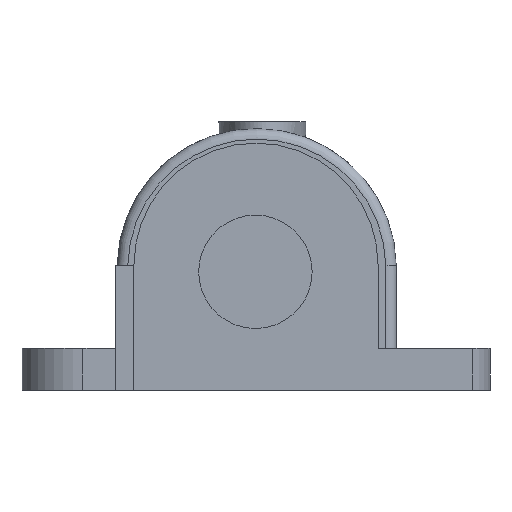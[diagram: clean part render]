
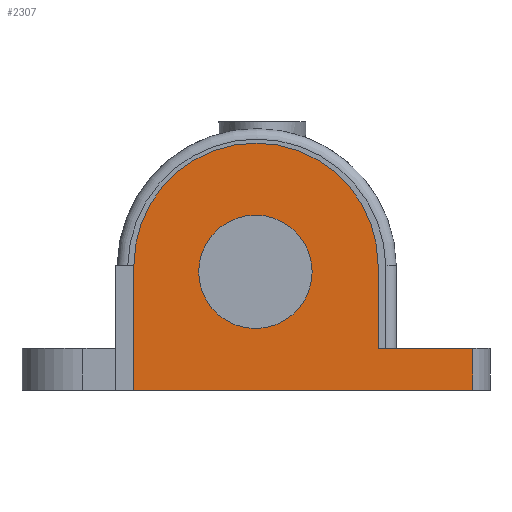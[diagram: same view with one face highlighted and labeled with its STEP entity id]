
A CAD part, front view. The second image highlights one B-rep face of the part: STEP entity #2307.
In plain terms, the highlighted planar face has unit normal (0, -1, 0).
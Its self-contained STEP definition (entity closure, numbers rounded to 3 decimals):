
#107=CIRCLE('',#2455,7.);
#113=CIRCLE('',#2470,3.25);
#131=FACE_BOUND('',#443,.T.);
#191=PLANE('',#2488);
#313=FACE_OUTER_BOUND('',#442,.T.);
#442=EDGE_LOOP('',(#2153,#2154,#2155,#2156,#2157,#2158));
#443=EDGE_LOOP('',(#2159));
#568=LINE('',#4354,#753);
#571=LINE('',#4361,#756);
#584=LINE('',#4394,#769);
#591=LINE('',#4407,#776);
#609=LINE('',#4443,#794);
#753=VECTOR('',#2653,10.);
#756=VECTOR('',#2658,10.);
#769=VECTOR('',#2683,10.);
#776=VECTOR('',#2698,10.);
#794=VECTOR('',#2742,10.);
#1065=VERTEX_POINT('',#4351);
#1066=VERTEX_POINT('',#4353);
#1067=VERTEX_POINT('',#4357);
#1069=VERTEX_POINT('',#4360);
#1083=VERTEX_POINT('',#4393);
#1085=VERTEX_POINT('',#4406);
#1126=VERTEX_POINT('',#4905);
#1325=EDGE_CURVE('',#1065,#1066,#568,.T.);
#1328=EDGE_CURVE('',#1067,#1069,#571,.T.);
#1345=EDGE_CURVE('',#1083,#1067,#584,.T.);
#1352=EDGE_CURVE('',#1069,#1085,#591,.T.);
#1372=EDGE_CURVE('',#1066,#1083,#609,.T.);
#1457=EDGE_CURVE('',#1085,#1065,#107,.T.);
#1463=EDGE_CURVE('',#1126,#1126,#113,.T.);
#2153=ORIENTED_EDGE('',*,*,#1457,.F.);
#2154=ORIENTED_EDGE('',*,*,#1352,.F.);
#2155=ORIENTED_EDGE('',*,*,#1328,.F.);
#2156=ORIENTED_EDGE('',*,*,#1345,.F.);
#2157=ORIENTED_EDGE('',*,*,#1372,.F.);
#2158=ORIENTED_EDGE('',*,*,#1325,.F.);
#2159=ORIENTED_EDGE('',*,*,#1463,.F.);
#2307=ADVANCED_FACE('',(#313,#131),#191,.T.);
#2455=AXIS2_PLACEMENT_3D('',#4890,#2941,#2942);
#2470=AXIS2_PLACEMENT_3D('',#4906,#2971,#2972);
#2488=AXIS2_PLACEMENT_3D('',#4926,#3008,#3009);
#2653=DIRECTION('',(0.,0.,-1.));
#2658=DIRECTION('',(-1.,0.,0.));
#2683=DIRECTION('',(0.,0.,-1.));
#2698=DIRECTION('',(0.,0.,1.));
#2742=DIRECTION('',(1.,0.,0.));
#2941=DIRECTION('center_axis',(0.,1.,0.));
#2942=DIRECTION('ref_axis',(1.,0.,0.));
#2971=DIRECTION('center_axis',(0.,-1.,0.));
#2972=DIRECTION('ref_axis',(1.,0.,0.));
#3008=DIRECTION('center_axis',(0.,-1.,0.));
#3009=DIRECTION('ref_axis',(0.,0.,-1.));
#4351=CARTESIAN_POINT('',(7.,-13.5,7.17));
#4353=CARTESIAN_POINT('',(7.,-13.5,2.4));
#4354=CARTESIAN_POINT('',(7.,-13.5,7.127));
#4357=CARTESIAN_POINT('',(12.42,-13.5,0.));
#4360=CARTESIAN_POINT('',(-7.,-13.5,0.));
#4361=CARTESIAN_POINT('',(0.,-13.5,0.));
#4393=CARTESIAN_POINT('',(12.42,-13.5,2.4));
#4394=CARTESIAN_POINT('',(12.42,-13.5,1.2));
#4406=CARTESIAN_POINT('',(-7.,-13.5,7.17));
#4407=CARTESIAN_POINT('',(-7.,-13.5,4.742));
#4443=CARTESIAN_POINT('',(9.92,-13.5,2.4));
#4890=CARTESIAN_POINT('Origin',(0.,-13.5,
7.17));
#4905=CARTESIAN_POINT('',(-3.284,-13.5,6.793));
#4906=CARTESIAN_POINT('Origin',(-0.034,-13.5,6.793));
#4926=CARTESIAN_POINT('Origin',(8.46,-13.5,1.2));
